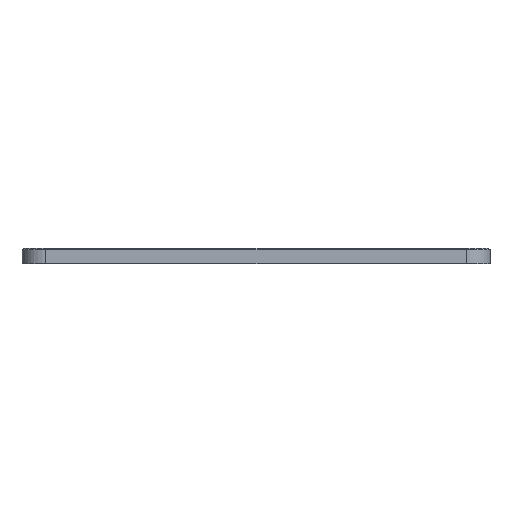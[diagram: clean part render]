
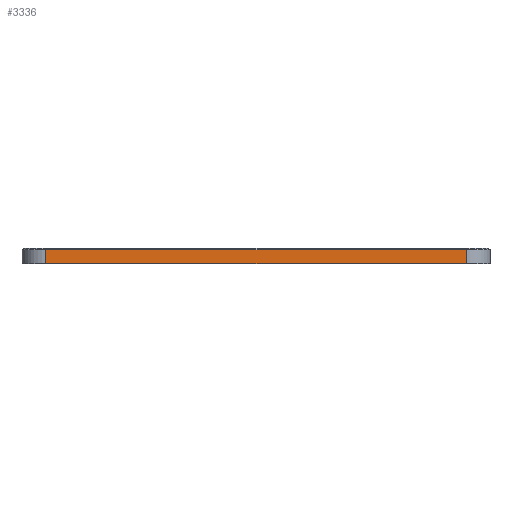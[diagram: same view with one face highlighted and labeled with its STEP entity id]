
A CAD part, left-side view. The second image highlights one B-rep face of the part: STEP entity #3336.
In plain terms, the highlighted planar face has unit normal (-1, 0, 0).
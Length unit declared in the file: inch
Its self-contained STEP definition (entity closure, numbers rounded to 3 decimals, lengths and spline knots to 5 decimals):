
#658=FACE_OUTER_BOUND('',#826,.T.);
#826=EDGE_LOOP('',(#2289,#2290,#2291,#2292));
#1085=LINE('',#5053,#1227);
#1087=LINE('',#5060,#1229);
#1089=LINE('',#5066,#1231);
#1090=LINE('',#5067,#1232);
#1227=VECTOR('',#4007,0.3937);
#1229=VECTOR('',#4017,0.3937);
#1231=VECTOR('',#4023,0.3937);
#1232=VECTOR('',#4024,0.3937);
#1368=VERTEX_POINT('',#5045);
#1370=VERTEX_POINT('',#5051);
#1371=VERTEX_POINT('',#5059);
#1373=VERTEX_POINT('',#5065);
#1741=EDGE_CURVE('',#1370,#1368,#1085,.T.);
#1745=EDGE_CURVE('',#1368,#1371,#1087,.T.);
#1748=EDGE_CURVE('',#1373,#1370,#1089,.T.);
#1749=EDGE_CURVE('',#1371,#1373,#1090,.T.);
#2289=ORIENTED_EDGE('',*,*,#1741,.F.);
#2290=ORIENTED_EDGE('',*,*,#1748,.F.);
#2291=ORIENTED_EDGE('',*,*,#1749,.F.);
#2292=ORIENTED_EDGE('',*,*,#1745,.F.);
#3321=PLANE('',#3533);
#3336=ADVANCED_FACE('',(#658),#3321,.T.);
#3533=AXIS2_PLACEMENT_3D('',#5064,#4021,#4022);
#4007=DIRECTION('',(0.,-1.,0.));
#4017=DIRECTION('',(0.,0.,-1.));
#4021=DIRECTION('center_axis',(-1.,0.,0.));
#4022=DIRECTION('ref_axis',(0.,1.,0.));
#4023=DIRECTION('',(0.,0.,1.));
#4024=DIRECTION('',(0.,1.,0.));
#5045=CARTESIAN_POINT('',(-9.875,-6.625,-0.05));
#5051=CARTESIAN_POINT('',(-9.875,6.625,-0.05));
#5053=CARTESIAN_POINT('',(-9.875,-3.6875,-0.05));
#5059=CARTESIAN_POINT('',(-9.875,-6.625,-0.5));
#5060=CARTESIAN_POINT('',(-9.875,-6.625,0.));
#5064=CARTESIAN_POINT('Origin',(-9.875,-7.375,0.));
#5065=CARTESIAN_POINT('',(-9.875,6.625,-0.5));
#5066=CARTESIAN_POINT('',(-9.875,6.625,0.));
#5067=CARTESIAN_POINT('',(-9.875,-7.375,-0.5));
